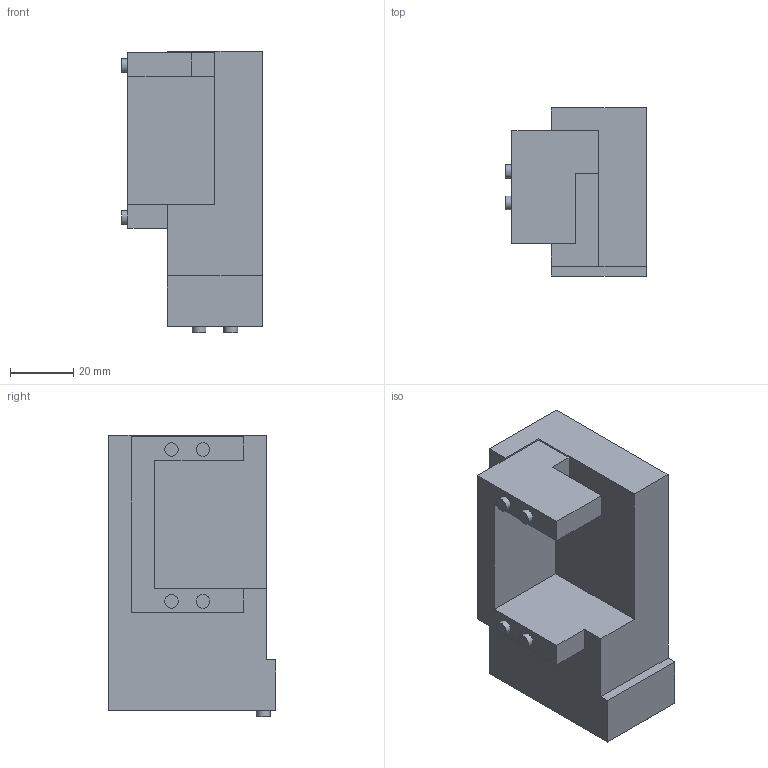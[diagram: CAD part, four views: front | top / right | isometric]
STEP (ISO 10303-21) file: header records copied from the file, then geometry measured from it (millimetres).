
FILE_DESCRIPTION(/* description */ ('','CAx-IF Rec.Pracs.---Representation and Presentation of Product Manufacturing Information (PMI)---4.0---2014-10-13'),/* implementation_level */ '2;1');
FILE_NAME(/* name */ 'hip_knee_bracketL.step',/* time_stamp */ '2024-12-30T10:29:52+05:30',/* author */ (''),/* organization */ (''),/* preprocessor_version */ 'ST-DEVELOPER v20',/* originating_system */ 'Autodesk Translation Framework v13.20.0.188',/* authorisation */ '');
FILE_SCHEMA (('AP242_MANAGED_MODEL_BASED_3D_ENGINEERING_MIM_LF { 1 0 10303 442 1 1 4 }'));
Length unit declared in the file: millimetre
Products named in the file (1): hip_knee_bracket(Mirror)
Bounding box: 44.5 x 53 x 89 mm (x, y, z)
Volume: 91950.4 mm3; surface area: 24003.6 mm2
Topology: 1 solids, 1 shells, 47 faces, 104 edges, 69 vertices
Faces by surface type: plane 37, cylinder 10
Full cylindrical faces by diameter (mm): 3.2 x4, 4.3 x6
Entity records: 1330 total; most frequent: CARTESIAN_POINT 221, DIRECTION 220, ORIENTED_EDGE 208, EDGE_CURVE 104, LINE 84, VECTOR 84, VERTEX_POINT 69, AXIS2_PLACEMENT_3D 68
